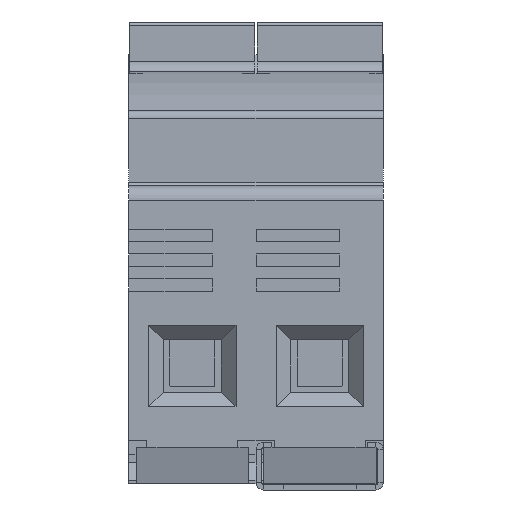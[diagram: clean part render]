
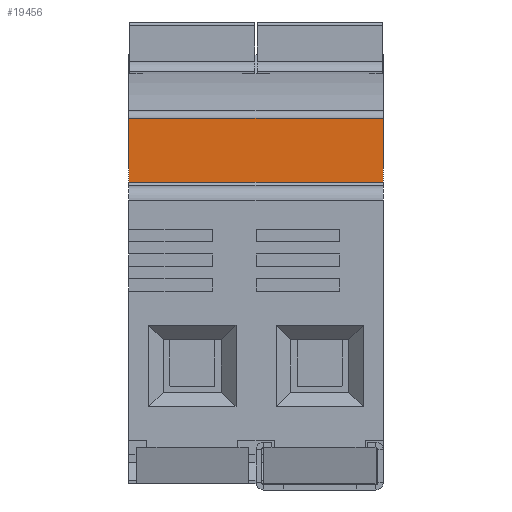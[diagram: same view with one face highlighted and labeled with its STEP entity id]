
A CAD part, front view. The second image highlights one B-rep face of the part: STEP entity #19456.
In plain terms, the highlighted planar face has unit normal (0, -1, 0).
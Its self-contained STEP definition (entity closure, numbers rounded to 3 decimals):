
#904=DIRECTION('',(1.,0.,0.));
#905=VECTOR('',#904,35.);
#906=CARTESIAN_POINT('',(0.,-40.2,37.5));
#907=LINE('',#906,#905);
#918=DIRECTION('',(0.,0.,1.));
#919=VECTOR('',#918,8.8);
#920=CARTESIAN_POINT('',(0.,-40.2,37.5));
#921=LINE('',#920,#919);
#932=DIRECTION('',(-1.,0.,0.));
#933=VECTOR('',#932,35.);
#934=CARTESIAN_POINT('',(35.,-40.2,46.3));
#935=LINE('',#934,#933);
#1849=DIRECTION('',(0.,0.,1.));
#1850=VECTOR('',#1849,8.8);
#1851=CARTESIAN_POINT('',(35.,-40.2,37.5));
#1852=LINE('',#1851,#1850);
#16166=CARTESIAN_POINT('',(0.,-40.2,46.3));
#16167=VERTEX_POINT('',#16166);
#16168=CARTESIAN_POINT('',(0.,-40.2,37.5));
#16169=VERTEX_POINT('',#16168);
#16474=CARTESIAN_POINT('',(35.,-40.2,37.5));
#16475=VERTEX_POINT('',#16474);
#16476=CARTESIAN_POINT('',(35.,-40.2,46.3));
#16477=VERTEX_POINT('',#16476);
#19443=CARTESIAN_POINT('',(0.,-40.2,47.3));
#19444=DIRECTION('',(0.,-1.,0.));
#19445=DIRECTION('',(0.,0.,-1.));
#19446=AXIS2_PLACEMENT_3D('',#19443,#19444,#19445);
#19447=PLANE('',#19446);
#19449=ORIENTED_EDGE('',*,*,#19448,.F.);
#19451=ORIENTED_EDGE('',*,*,#19450,.F.);
#19452=ORIENTED_EDGE('',*,*,#19434,.F.);
#19453=ORIENTED_EDGE('',*,*,#18839,.T.);
#19454=EDGE_LOOP('',(#19449,#19451,#19452,#19453));
#19455=FACE_OUTER_BOUND('',#19454,.F.);
#18839=EDGE_CURVE('',#16169,#16167,#921,.T.);
#19434=EDGE_CURVE('',#16169,#16475,#907,.T.);
#19448=EDGE_CURVE('',#16477,#16167,#935,.T.);
#19450=EDGE_CURVE('',#16475,#16477,#1852,.T.);
#19456=ADVANCED_FACE('',(#19455),#19447,.T.);
